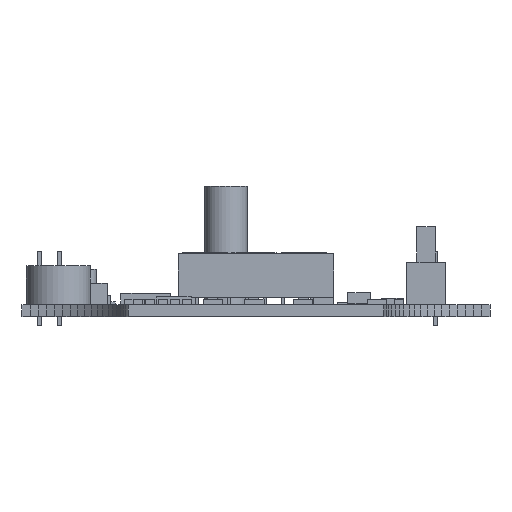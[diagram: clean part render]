
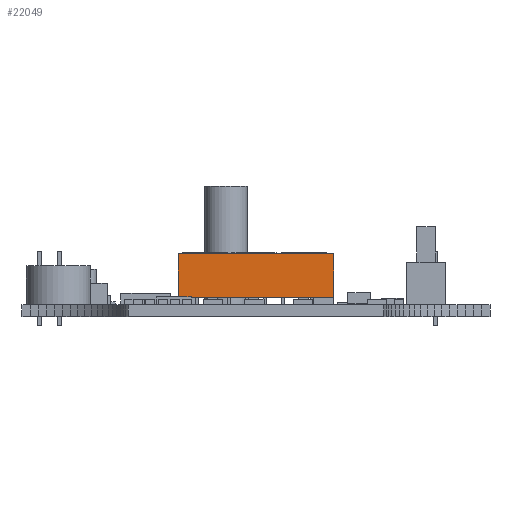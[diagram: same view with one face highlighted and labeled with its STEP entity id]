
A CAD part, left-side view. The second image highlights one B-rep face of the part: STEP entity #22049.
In plain terms, the highlighted planar face has unit normal (-1, 0, 0).
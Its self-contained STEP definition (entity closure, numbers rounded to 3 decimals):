
#22049 = ADVANCED_FACE('',(#22050),#22064,.T.);
#22050 = FACE_BOUND('',#22051,.T.);
#22051 = EDGE_LOOP('',(#22052,#22087,#22115,#22143));
#22052 = ORIENTED_EDGE('',*,*,#22053,.T.);
#22053 = EDGE_CURVE('',#22054,#22056,#22058,.T.);
#22054 = VERTEX_POINT('',#22055);
#22055 = CARTESIAN_POINT('',(-6.996,-10.986,0.));
#22056 = VERTEX_POINT('',#22057);
#22057 = CARTESIAN_POINT('',(-6.996,-10.986,6.2));
#22058 = SURFACE_CURVE('',#22059,(#22063,#22075),.PCURVE_S1.);
#22059 = LINE('',#22060,#22061);
#22060 = CARTESIAN_POINT('',(-6.996,-10.986,0.));
#22061 = VECTOR('',#22062,1.);
#22062 = DIRECTION('',(0.,0.,1.));
#22063 = PCURVE('',#22064,#22069);
#22064 = PLANE('',#22065);
#22065 = AXIS2_PLACEMENT_3D('',#22066,#22067,#22068);
#22066 = CARTESIAN_POINT('',(-6.996,-10.986,0.));
#22067 = DIRECTION('',(-1.,0.,0.));
#22068 = DIRECTION('',(0.,1.,0.));
#22069 = DEFINITIONAL_REPRESENTATION('',(#22070),#22074);
#22070 = LINE('',#22071,#22072);
#22071 = CARTESIAN_POINT('',(0.,0.));
#22072 = VECTOR('',#22073,1.);
#22073 = DIRECTION('',(0.,-1.));
#22074 = ( GEOMETRIC_REPRESENTATION_CONTEXT(2) 
PARAMETRIC_REPRESENTATION_CONTEXT() REPRESENTATION_CONTEXT('2D SPACE',''
  ) );
#22075 = PCURVE('',#22076,#22081);
#22076 = PLANE('',#22077);
#22077 = AXIS2_PLACEMENT_3D('',#22078,#22079,#22080);
#22078 = CARTESIAN_POINT('',(6.996,-10.986,0.));
#22079 = DIRECTION('',(0.,-1.,0.));
#22080 = DIRECTION('',(-1.,0.,0.));
#22081 = DEFINITIONAL_REPRESENTATION('',(#22082),#22086);
#22082 = LINE('',#22083,#22084);
#22083 = CARTESIAN_POINT('',(13.991,0.));
#22084 = VECTOR('',#22085,1.);
#22085 = DIRECTION('',(0.,-1.));
#22086 = ( GEOMETRIC_REPRESENTATION_CONTEXT(2) 
PARAMETRIC_REPRESENTATION_CONTEXT() REPRESENTATION_CONTEXT('2D SPACE',''
  ) );
#22087 = ORIENTED_EDGE('',*,*,#22088,.T.);
#22088 = EDGE_CURVE('',#22056,#22089,#22091,.T.);
#22089 = VERTEX_POINT('',#22090);
#22090 = CARTESIAN_POINT('',(-6.996,10.986,6.2));
#22091 = SURFACE_CURVE('',#22092,(#22096,#22103),.PCURVE_S1.);
#22092 = LINE('',#22093,#22094);
#22093 = CARTESIAN_POINT('',(-6.996,-10.986,6.2));
#22094 = VECTOR('',#22095,1.);
#22095 = DIRECTION('',(0.,1.,0.));
#22096 = PCURVE('',#22064,#22097);
#22097 = DEFINITIONAL_REPRESENTATION('',(#22098),#22102);
#22098 = LINE('',#22099,#22100);
#22099 = CARTESIAN_POINT('',(0.,-6.2));
#22100 = VECTOR('',#22101,1.);
#22101 = DIRECTION('',(1.,0.));
#22102 = ( GEOMETRIC_REPRESENTATION_CONTEXT(2) 
PARAMETRIC_REPRESENTATION_CONTEXT() REPRESENTATION_CONTEXT('2D SPACE',''
  ) );
#22103 = PCURVE('',#22104,#22109);
#22104 = PLANE('',#22105);
#22105 = AXIS2_PLACEMENT_3D('',#22106,#22107,#22108);
#22106 = CARTESIAN_POINT('',(-6.996,-10.986,6.2));
#22107 = DIRECTION('',(0.,0.,1.));
#22108 = DIRECTION('',(1.,0.,0.));
#22109 = DEFINITIONAL_REPRESENTATION('',(#22110),#22114);
#22110 = LINE('',#22111,#22112);
#22111 = CARTESIAN_POINT('',(0.,0.));
#22112 = VECTOR('',#22113,1.);
#22113 = DIRECTION('',(0.,1.));
#22114 = ( GEOMETRIC_REPRESENTATION_CONTEXT(2) 
PARAMETRIC_REPRESENTATION_CONTEXT() REPRESENTATION_CONTEXT('2D SPACE',''
  ) );
#22115 = ORIENTED_EDGE('',*,*,#22116,.F.);
#22116 = EDGE_CURVE('',#22117,#22089,#22119,.T.);
#22117 = VERTEX_POINT('',#22118);
#22118 = CARTESIAN_POINT('',(-6.996,10.986,0.));
#22119 = SURFACE_CURVE('',#22120,(#22124,#22131),.PCURVE_S1.);
#22120 = LINE('',#22121,#22122);
#22121 = CARTESIAN_POINT('',(-6.996,10.986,0.));
#22122 = VECTOR('',#22123,1.);
#22123 = DIRECTION('',(0.,0.,1.));
#22124 = PCURVE('',#22064,#22125);
#22125 = DEFINITIONAL_REPRESENTATION('',(#22126),#22130);
#22126 = LINE('',#22127,#22128);
#22127 = CARTESIAN_POINT('',(21.971,0.));
#22128 = VECTOR('',#22129,1.);
#22129 = DIRECTION('',(0.,-1.));
#22130 = ( GEOMETRIC_REPRESENTATION_CONTEXT(2) 
PARAMETRIC_REPRESENTATION_CONTEXT() REPRESENTATION_CONTEXT('2D SPACE',''
  ) );
#22131 = PCURVE('',#22132,#22137);
#22132 = PLANE('',#22133);
#22133 = AXIS2_PLACEMENT_3D('',#22134,#22135,#22136);
#22134 = CARTESIAN_POINT('',(-6.996,10.986,0.));
#22135 = DIRECTION('',(0.,1.,0.));
#22136 = DIRECTION('',(1.,0.,0.));
#22137 = DEFINITIONAL_REPRESENTATION('',(#22138),#22142);
#22138 = LINE('',#22139,#22140);
#22139 = CARTESIAN_POINT('',(0.,0.));
#22140 = VECTOR('',#22141,1.);
#22141 = DIRECTION('',(0.,-1.));
#22142 = ( GEOMETRIC_REPRESENTATION_CONTEXT(2) 
PARAMETRIC_REPRESENTATION_CONTEXT() REPRESENTATION_CONTEXT('2D SPACE',''
  ) );
#22143 = ORIENTED_EDGE('',*,*,#22144,.F.);
#22144 = EDGE_CURVE('',#22054,#22117,#22145,.T.);
#22145 = SURFACE_CURVE('',#22146,(#22150,#22157),.PCURVE_S1.);
#22146 = LINE('',#22147,#22148);
#22147 = CARTESIAN_POINT('',(-6.996,-10.986,0.));
#22148 = VECTOR('',#22149,1.);
#22149 = DIRECTION('',(0.,1.,0.));
#22150 = PCURVE('',#22064,#22151);
#22151 = DEFINITIONAL_REPRESENTATION('',(#22152),#22156);
#22152 = LINE('',#22153,#22154);
#22153 = CARTESIAN_POINT('',(0.,0.));
#22154 = VECTOR('',#22155,1.);
#22155 = DIRECTION('',(1.,0.));
#22156 = ( GEOMETRIC_REPRESENTATION_CONTEXT(2) 
PARAMETRIC_REPRESENTATION_CONTEXT() REPRESENTATION_CONTEXT('2D SPACE',''
  ) );
#22157 = PCURVE('',#22158,#22163);
#22158 = PLANE('',#22159);
#22159 = AXIS2_PLACEMENT_3D('',#22160,#22161,#22162);
#22160 = CARTESIAN_POINT('',(-6.996,-10.986,0.));
#22161 = DIRECTION('',(0.,0.,1.));
#22162 = DIRECTION('',(1.,0.,0.));
#22163 = DEFINITIONAL_REPRESENTATION('',(#22164),#22168);
#22164 = LINE('',#22165,#22166);
#22165 = CARTESIAN_POINT('',(0.,0.));
#22166 = VECTOR('',#22167,1.);
#22167 = DIRECTION('',(0.,1.));
#22168 = ( GEOMETRIC_REPRESENTATION_CONTEXT(2) 
PARAMETRIC_REPRESENTATION_CONTEXT() REPRESENTATION_CONTEXT('2D SPACE',''
  ) );
